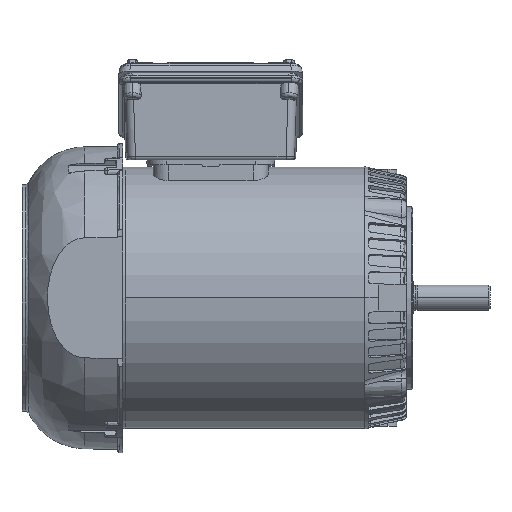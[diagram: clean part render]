
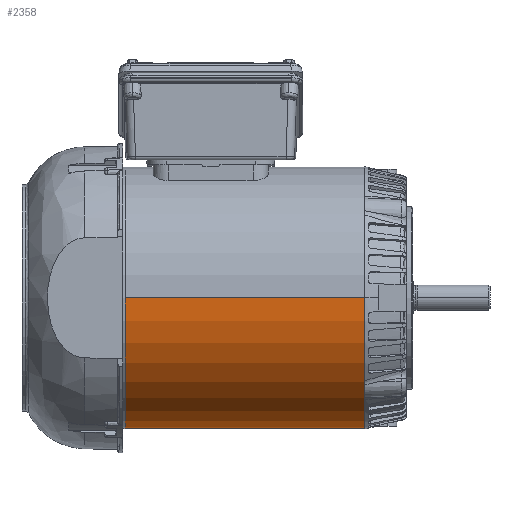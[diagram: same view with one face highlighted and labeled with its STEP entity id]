
A CAD part, front view. The second image highlights one B-rep face of the part: STEP entity #2358.
In plain terms, the highlighted cylindrical face has radius 81.875 mm (diameter 163.75 mm), a partial arc.
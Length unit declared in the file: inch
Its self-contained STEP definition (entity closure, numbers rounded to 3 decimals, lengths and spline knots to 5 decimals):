
#404 = EDGE_LOOP ( 'NONE', ( #42286, #6015, #14550, #6584 ) ) ;
#2250 = DIRECTION ( 'NONE',  ( -1., 0., 0. ) ) ;
#2358 = ADVANCED_FACE ( 'NONE', ( #25920 ), #48563, .T. ) ;
#5281 = CARTESIAN_POINT ( 'NONE',  ( -3.46566, -3.18987, 0. ) ) ;
#6015 = ORIENTED_EDGE ( 'NONE', *, *, #11052, .T. ) ;
#6584 = ORIENTED_EDGE ( 'NONE', *, *, #44816, .T. ) ;
#9020 = EDGE_CURVE ( 'NONE', #31322, #9554, #38102, .T. ) ;
#9554 = VERTEX_POINT ( 'NONE', #5281 ) ;
#9838 = CARTESIAN_POINT ( 'NONE',  ( -3.46566, 0.03355, 0. ) ) ;
#10425 = VERTEX_POINT ( 'NONE', #42495 ) ;
#11052 = EDGE_CURVE ( 'NONE', #10425, #31322, #20974, .T. ) ;
#11879 = VECTOR ( 'NONE', #2250, 39.37008 ) ;
#12374 = AXIS2_PLACEMENT_3D ( 'NONE', #36717, #48046, #26121 ) ;
#14550 = ORIENTED_EDGE ( 'NONE', *, *, #9020, .T. ) ;
#14865 = DIRECTION ( 'NONE',  ( 0., 0., 1. ) ) ;
#16757 = EDGE_CURVE ( 'NONE', #10425, #41628, #35981, .T. ) ;
#17693 = DIRECTION ( 'NONE',  ( 0., 0., 1. ) ) ;
#18062 = VECTOR ( 'NONE', #46214, 39.37008 ) ;
#19607 = CARTESIAN_POINT ( 'NONE',  ( 23.27349, -3.18987, 0. ) ) ;
#20139 = AXIS2_PLACEMENT_3D ( 'NONE', #33794, #21711, #14865 ) ;
#20335 = AXIS2_PLACEMENT_3D ( 'NONE', #9838, #46773, #17693 ) ;
#20974 = CIRCLE ( 'NONE', #12374, 3.22343 ) ;
#21711 = DIRECTION ( 'NONE',  ( -1., 0., 0. ) ) ;
#25920 = FACE_OUTER_BOUND ( 'NONE', #404, .T. ) ;
#26121 = DIRECTION ( 'NONE',  ( 0., 0., 1. ) ) ;
#31322 = VERTEX_POINT ( 'NONE', #40553 ) ;
#33794 = CARTESIAN_POINT ( 'NONE',  ( 23.27349, 0.03355, 0. ) ) ;
#35981 = LINE ( 'NONE', #47325, #11879 ) ;
#36717 = CARTESIAN_POINT ( 'NONE',  ( 2.43986, 0.03355, 0. ) ) ;
#38102 = LINE ( 'NONE', #19607, #18062 ) ;
#40553 = CARTESIAN_POINT ( 'NONE',  ( 2.43986, -3.18987, 0. ) ) ;
#41628 = VERTEX_POINT ( 'NONE', #48521 ) ;
#42286 = ORIENTED_EDGE ( 'NONE', *, *, #16757, .F. ) ;
#42495 = CARTESIAN_POINT ( 'NONE',  ( 2.43986, 0.03355, -3.22343 ) ) ;
#44728 = CIRCLE ( 'NONE', #20335, 3.22343 ) ;
#44816 = EDGE_CURVE ( 'NONE', #9554, #41628, #44728, .T. ) ;
#46214 = DIRECTION ( 'NONE',  ( -1., 0., 0. ) ) ;
#46773 = DIRECTION ( 'NONE',  ( 1., 0., 0. ) ) ;
#47325 = CARTESIAN_POINT ( 'NONE',  ( 23.27349, 0.03355, -3.22343 ) ) ;
#48046 = DIRECTION ( 'NONE',  ( -1., 0., 0. ) ) ;
#48521 = CARTESIAN_POINT ( 'NONE',  ( -3.46566, 0.03355, -3.22343 ) ) ;
#48563 = CYLINDRICAL_SURFACE ( 'NONE', #20139, 3.22343 ) ;
